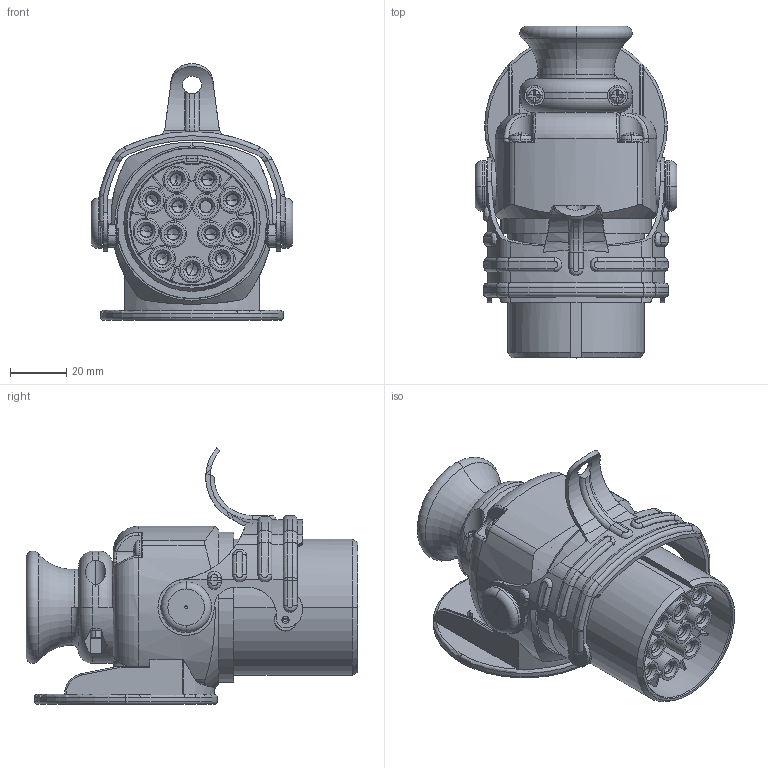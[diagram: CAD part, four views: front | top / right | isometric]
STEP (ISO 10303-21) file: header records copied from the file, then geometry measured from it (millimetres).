
FILE_DESCRIPTION((''),'2;1');
FILE_NAME('241018_SW0001','2021-04-22T08:30:12',('teru'),(''),'CREO PARAMETRIC BY PTC INC, 2017380','CREO PARAMETRIC BY PTC INC, 2017380','');
FILE_SCHEMA(('CONFIG_CONTROL_DESIGN'));
Length unit declared in the file: millimetre
Products named in the file (1): 241018_SW0001
Bounding box: 71.8 x 118 x 91.21 mm (x, y, z)
Volume: 194625.5 mm3; surface area: 81750.5 mm2
Topology: 2 solids, 43 shells, 1799 faces, 4478 edges, 2792 vertices
Faces by surface type: plane 818, cylinder 530, torus 169, cone 154, extrusion 64, bspline 48, sphere 16
Entity records: 61223 total; most frequent: CARTESIAN_POINT 18642, DIRECTION 8873, ORIENTED_EDGE 8852, EDGE_CURVE 4426, AXIS2_PLACEMENT_3D 3248, VERTEX_POINT 2792, VECTOR 2377, LINE 2313
